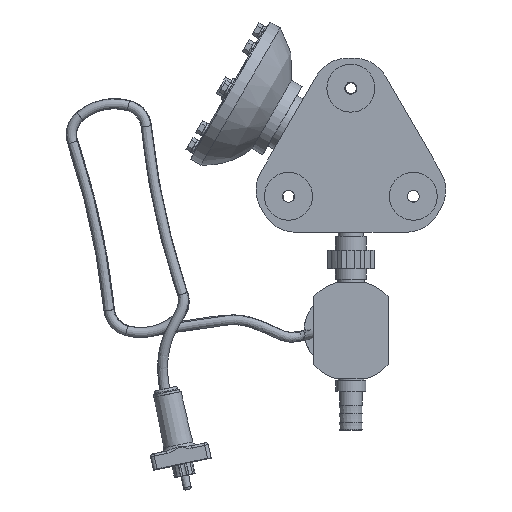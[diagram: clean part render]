
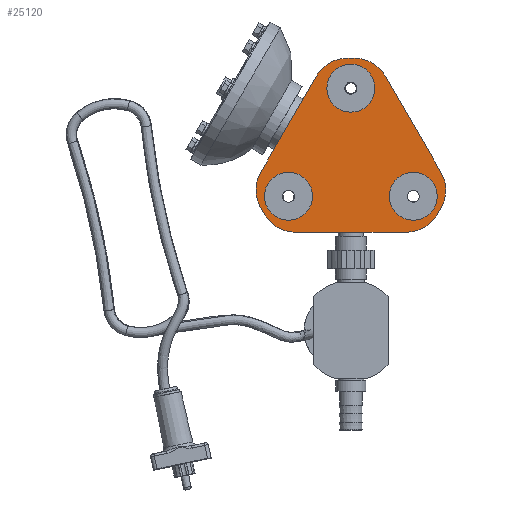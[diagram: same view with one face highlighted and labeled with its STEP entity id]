
A CAD part, left-side view. The second image highlights one B-rep face of the part: STEP entity #25120.
In plain terms, the highlighted planar face has unit normal (-1, 0, 0).
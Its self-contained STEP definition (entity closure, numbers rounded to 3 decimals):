
#1385=FACE_BOUND('',#5501,.T.);
#1386=FACE_BOUND('',#5502,.T.);
#1387=FACE_BOUND('',#5503,.T.);
#2127=CIRCLE('',#28051,20.);
#2137=CIRCLE('',#28066,20.);
#2141=CIRCLE('',#28073,20.);
#2142=CIRCLE('',#28076,30.);
#2143=CIRCLE('',#28077,30.);
#2144=CIRCLE('',#28078,85.);
#2145=CIRCLE('',#28079,30.);
#2146=CIRCLE('',#28080,30.);
#2147=CIRCLE('',#28081,85.);
#2148=CIRCLE('',#28082,30.);
#2149=CIRCLE('',#28083,30.);
#2150=CIRCLE('',#28084,85.);
#3110=PLANE('',#28075);
#4145=FACE_OUTER_BOUND('',#5500,.T.);
#5500=EDGE_LOOP('',(#19250,#19251,#19252,#19253,#19254,#19255,#19256,#19257,
#19258,#19259,#19260,#19261));
#5501=EDGE_LOOP('',(#19262));
#5502=EDGE_LOOP('',(#19263));
#5503=EDGE_LOOP('',(#19264));
#7039=LINE('',#39910,#9001);
#7040=LINE('',#39918,#9002);
#7041=LINE('',#39926,#9003);
#9001=VECTOR('',#32837,10.);
#9002=VECTOR('',#32844,10.);
#9003=VECTOR('',#32851,10.);
#11671=VERTEX_POINT('',#39863);
#11679=VERTEX_POINT('',#39888);
#11683=VERTEX_POINT('',#39901);
#11684=VERTEX_POINT('',#39906);
#11685=VERTEX_POINT('',#39907);
#11686=VERTEX_POINT('',#39909);
#11687=VERTEX_POINT('',#39911);
#11688=VERTEX_POINT('',#39913);
#11689=VERTEX_POINT('',#39915);
#11690=VERTEX_POINT('',#39917);
#11691=VERTEX_POINT('',#39919);
#11692=VERTEX_POINT('',#39921);
#11693=VERTEX_POINT('',#39923);
#11694=VERTEX_POINT('',#39925);
#11695=VERTEX_POINT('',#39927);
#14408=EDGE_CURVE('',#11671,#11671,#2127,.T.);
#14420=EDGE_CURVE('',#11679,#11679,#2137,.T.);
#14426=EDGE_CURVE('',#11683,#11683,#2141,.T.);
#14427=EDGE_CURVE('',#11684,#11685,#2142,.T.);
#14428=EDGE_CURVE('',#11685,#11686,#7039,.T.);
#14429=EDGE_CURVE('',#11686,#11687,#2143,.T.);
#14430=EDGE_CURVE('',#11687,#11688,#2144,.T.);
#14431=EDGE_CURVE('',#11688,#11689,#2145,.T.);
#14432=EDGE_CURVE('',#11689,#11690,#7040,.T.);
#14433=EDGE_CURVE('',#11690,#11691,#2146,.T.);
#14434=EDGE_CURVE('',#11691,#11692,#2147,.T.);
#14435=EDGE_CURVE('',#11692,#11693,#2148,.T.);
#14436=EDGE_CURVE('',#11693,#11694,#7041,.T.);
#14437=EDGE_CURVE('',#11694,#11695,#2149,.T.);
#14438=EDGE_CURVE('',#11695,#11684,#2150,.T.);
#19250=ORIENTED_EDGE('',*,*,#14427,.T.);
#19251=ORIENTED_EDGE('',*,*,#14428,.T.);
#19252=ORIENTED_EDGE('',*,*,#14429,.T.);
#19253=ORIENTED_EDGE('',*,*,#14430,.T.);
#19254=ORIENTED_EDGE('',*,*,#14431,.T.);
#19255=ORIENTED_EDGE('',*,*,#14432,.T.);
#19256=ORIENTED_EDGE('',*,*,#14433,.T.);
#19257=ORIENTED_EDGE('',*,*,#14434,.T.);
#19258=ORIENTED_EDGE('',*,*,#14435,.T.);
#19259=ORIENTED_EDGE('',*,*,#14436,.T.);
#19260=ORIENTED_EDGE('',*,*,#14437,.T.);
#19261=ORIENTED_EDGE('',*,*,#14438,.T.);
#19262=ORIENTED_EDGE('',*,*,#14426,.T.);
#19263=ORIENTED_EDGE('',*,*,#14420,.T.);
#19264=ORIENTED_EDGE('',*,*,#14408,.T.);
#25120=ADVANCED_FACE('',(#4145,#1385,#1386,#1387),#3110,.F.);
#28051=AXIS2_PLACEMENT_3D('',#39865,#32781,#32782);
#28066=AXIS2_PLACEMENT_3D('',#39890,#32813,#32814);
#28073=AXIS2_PLACEMENT_3D('',#39903,#32829,#32830);
#28075=AXIS2_PLACEMENT_3D('',#39905,#32833,#32834);
#28076=AXIS2_PLACEMENT_3D('',#39908,#32835,#32836);
#28077=AXIS2_PLACEMENT_3D('',#39912,#32838,#32839);
#28078=AXIS2_PLACEMENT_3D('',#39914,#32840,#32841);
#28079=AXIS2_PLACEMENT_3D('',#39916,#32842,#32843);
#28080=AXIS2_PLACEMENT_3D('',#39920,#32845,#32846);
#28081=AXIS2_PLACEMENT_3D('',#39922,#32847,#32848);
#28082=AXIS2_PLACEMENT_3D('',#39924,#32849,#32850);
#28083=AXIS2_PLACEMENT_3D('',#39928,#32852,#32853);
#28084=AXIS2_PLACEMENT_3D('',#39929,#32854,#32855);
#32781=DIRECTION('center_axis',(1.,0.,0.));
#32782=DIRECTION('ref_axis',(0.,0.,-1.));
#32813=DIRECTION('center_axis',(1.,0.,0.));
#32814=DIRECTION('ref_axis',(0.,0.,-1.));
#32829=DIRECTION('center_axis',(1.,0.,0.));
#32830=DIRECTION('ref_axis',(0.,0.,-1.));
#32833=DIRECTION('center_axis',(1.,0.,0.));
#32834=DIRECTION('ref_axis',(0.,0.,-1.));
#32835=DIRECTION('center_axis',(-1.,0.,0.));
#32836=DIRECTION('ref_axis',(0.,0.838,-0.545));
#32837=DIRECTION('',(0.,-1.,0.));
#32838=DIRECTION('center_axis',(-1.,0.,0.));
#32839=DIRECTION('ref_axis',(0.,0.,-1.));
#32840=DIRECTION('center_axis',(-1.,0.,0.));
#32841=DIRECTION('ref_axis',(0.,-0.838,-0.545));
#32842=DIRECTION('center_axis',(-1.,0.,0.));
#32843=DIRECTION('ref_axis',(0.,-0.891,-0.453));
#32844=DIRECTION('',(0.,0.5,0.866));
#32845=DIRECTION('center_axis',(-1.,0.,0.));
#32846=DIRECTION('ref_axis',(0.,-0.866,0.5));
#32847=DIRECTION('center_axis',(-1.,0.,0.));
#32848=DIRECTION('ref_axis',(0.,-0.053,0.999));
#32849=DIRECTION('center_axis',(-1.,0.,0.));
#32850=DIRECTION('ref_axis',(0.,0.053,0.999));
#32851=DIRECTION('',(0.,0.5,-0.866));
#32852=DIRECTION('center_axis',(-1.,0.,0.));
#32853=DIRECTION('ref_axis',(0.,0.866,0.5));
#32854=DIRECTION('center_axis',(-1.,0.,0.));
#32855=DIRECTION('ref_axis',(0.,0.891,-0.453));
#39863=CARTESIAN_POINT('',(-4.,-51.962,-10.));
#39865=CARTESIAN_POINT('Origin',(-4.,-51.962,-30.));
#39888=CARTESIAN_POINT('',(-4.,51.962,-10.));
#39890=CARTESIAN_POINT('Origin',(-4.,51.962,-30.));
#39901=CARTESIAN_POINT('',(-4.,0.,80.));
#39903=CARTESIAN_POINT('Origin',(-4.,0.,60.));
#39905=CARTESIAN_POINT('Origin',(-4.,0.,0.));
#39906=CARTESIAN_POINT('',(-4.,71.242,-46.364));
#39907=CARTESIAN_POINT('',(-4.,46.098,-60.));
#39908=CARTESIAN_POINT('Origin',(-4.,46.098,-30.));
#39909=CARTESIAN_POINT('',(-4.,-46.098,-60.));
#39910=CARTESIAN_POINT('',(-4.,46.098,-60.));
#39911=CARTESIAN_POINT('',(-4.,-71.242,-46.364));
#39912=CARTESIAN_POINT('Origin',(-4.,-46.098,-30.));
#39913=CARTESIAN_POINT('',(-4.,-75.773,-38.516));
#39914=CARTESIAN_POINT('Origin',(-4.,0.,0.));
#39915=CARTESIAN_POINT('',(-4.,-75.01,-9.922));
#39916=CARTESIAN_POINT('Origin',(-4.,-49.03,-24.922));
#39917=CARTESIAN_POINT('',(-4.,-28.913,69.922));
#39918=CARTESIAN_POINT('',(-4.,-75.01,-9.922));
#39919=CARTESIAN_POINT('',(-4.,-4.531,84.879));
#39920=CARTESIAN_POINT('Origin',(-4.,-2.932,54.922));
#39921=CARTESIAN_POINT('',(-4.,4.531,84.879));
#39922=CARTESIAN_POINT('Origin',(-4.,0.,0.));
#39923=CARTESIAN_POINT('',(-4.,28.913,69.922));
#39924=CARTESIAN_POINT('Origin',(-4.,2.932,54.922));
#39925=CARTESIAN_POINT('',(-4.,75.01,-9.922));
#39926=CARTESIAN_POINT('',(-4.,28.913,69.922));
#39927=CARTESIAN_POINT('',(-4.,75.773,-38.516));
#39928=CARTESIAN_POINT('Origin',(-4.,49.03,-24.922));
#39929=CARTESIAN_POINT('Origin',(-4.,0.,0.));
